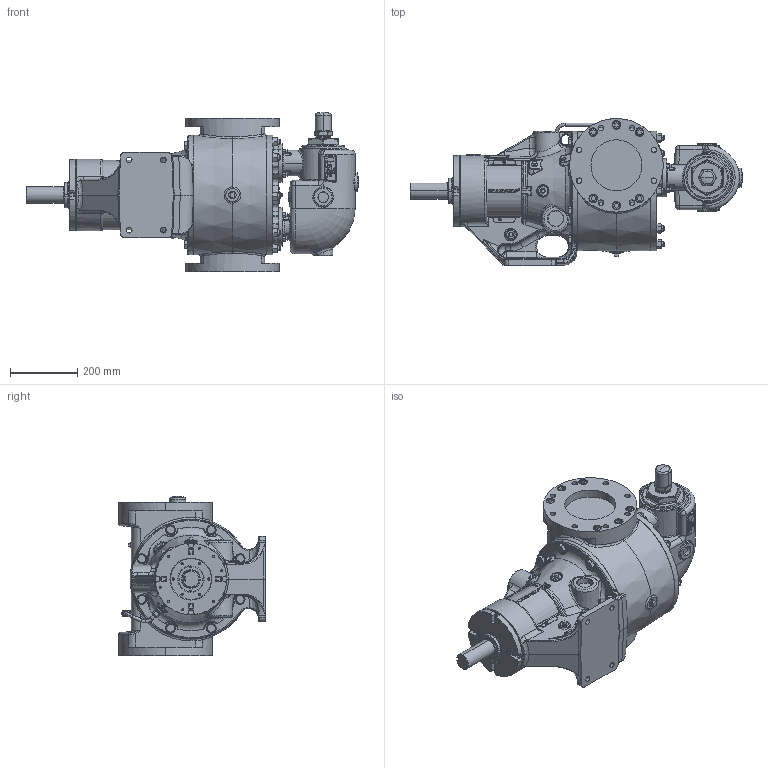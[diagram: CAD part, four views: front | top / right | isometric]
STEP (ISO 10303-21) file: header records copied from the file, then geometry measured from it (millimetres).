
FILE_DESCRIPTION (( 'STEP AP214' ), '1' );
FILE_NAME ('QV-2360.step', '2025-12-05T18:33:12', ( '' ), ( '' ), 'SwSTEP 2.0', 'SolidWorks 2024', '' );
FILE_SCHEMA (( 'AUTOMOTIVE_DESIGN' ));
Products named in the file (1): QV-2360
Bounding box: 990.58 x 438.15 x 475.32 mm (x, y, z)
Volume: 55140580.6 mm3; surface area: 1788865.2 mm2
Topology: 1 solids, 1 shells, 5177 faces, 13129 edges, 8130 vertices
Faces by surface type: bspline 1758, plane 1660, cylinder 768, cone 740, torus 167, sphere 84
Entity records: 245381 total; most frequent: CARTESIAN_POINT 135338, ORIENTED_EDGE 25828, DIRECTION 17996, EDGE_CURVE 12914, VERTEX_POINT 8123, AXIS2_PLACEMENT_3D 6336, EDGE_LOOP 5601, VECTOR 5324
